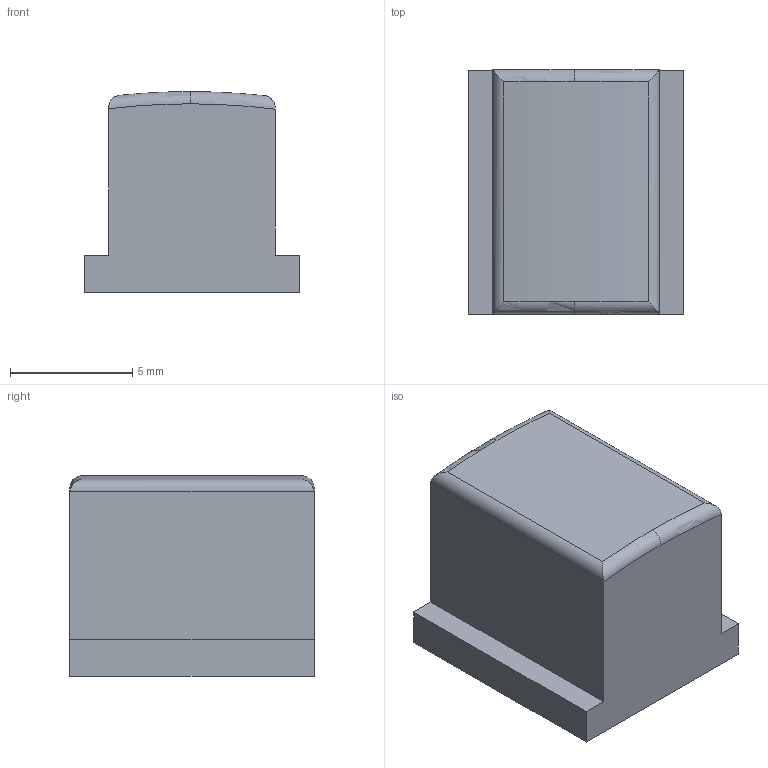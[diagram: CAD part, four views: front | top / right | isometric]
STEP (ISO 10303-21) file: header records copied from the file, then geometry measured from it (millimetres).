
FILE_DESCRIPTION (( 'STEP AP203' ), '1' );
FILE_NAME ('right_shoulder_button.step', '2019-10-07T21:35:52', ( '' ), ( '' ), 'SwSTEP 2.0', 'SolidWorks 2017', '' );
FILE_SCHEMA (( 'CONFIG_CONTROL_DESIGN' ));
Length unit declared in the file: millimetre
Products named in the file (1): right_shoulder_button
Bounding box: 8.82 x 10 x 8.22 mm (x, y, z)
Volume: 584.9 mm3; surface area: 447.8 mm2
Topology: 1 solids, 1 shells, 16 faces, 42 edges, 28 vertices
Faces by surface type: plane 9, torus 4, cylinder 3
Entity records: 597 total; most frequent: CARTESIAN_POINT 127, ORIENTED_EDGE 84, DIRECTION 78, EDGE_CURVE 42, VERTEX_POINT 28, AXIS2_PLACEMENT_3D 27, LINE 24, VECTOR 24
